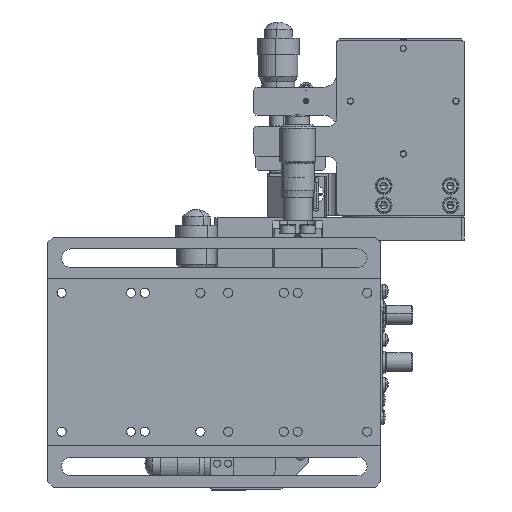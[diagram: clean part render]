
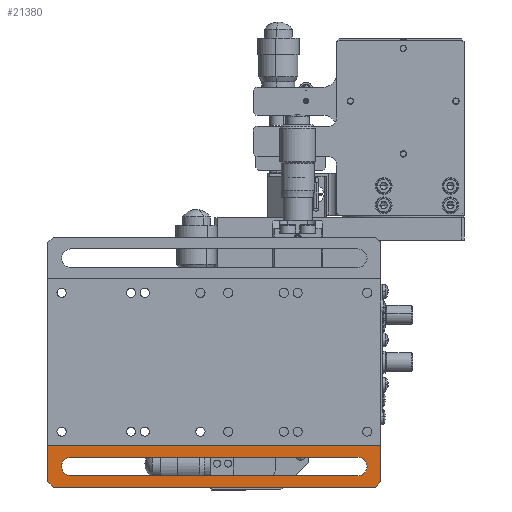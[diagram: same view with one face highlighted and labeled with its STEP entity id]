
A CAD part, front view. The second image highlights one B-rep face of the part: STEP entity #21380.
In plain terms, the highlighted planar face has unit normal (0, -1, 0).
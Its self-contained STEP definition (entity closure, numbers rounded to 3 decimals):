
#118 = VECTOR ( 'NONE', #86938, 1000. ) ;
#693 = ORIENTED_EDGE ( 'NONE', *, *, #20545, .F. ) ;
#3997 = CARTESIAN_POINT ( 'NONE',  ( -51.5, 0., -51.5 ) ) ;
#7495 = EDGE_CURVE ( 'NONE', #47739, #13894, #20478, .T. ) ;
#9297 = VERTEX_POINT ( 'NONE', #91276 ) ;
#10613 = CARTESIAN_POINT ( 'NONE',  ( -51.7, 0., -34.2 ) ) ;
#10894 = VERTEX_POINT ( 'NONE', #61623 ) ;
#11804 = ORIENTED_EDGE ( 'NONE', *, *, #7495, .F. ) ;
#12059 = DIRECTION ( 'NONE',  ( 0.707, 0., -0.707 ) ) ;
#12242 = CARTESIAN_POINT ( 'NONE',  ( 60., 0., -30. ) ) ;
#13894 = VERTEX_POINT ( 'NONE', #40122 ) ;
#16875 = AXIS2_PLACEMENT_3D ( 'NONE', #36823, #52924, #67983 ) ;
#17477 = DIRECTION ( 'NONE',  ( 0., 1., 0. ) ) ;
#17832 = CARTESIAN_POINT ( 'NONE',  ( 51.5, 0., -51.5 ) ) ;
#19203 = LINE ( 'NONE', #3997, #21620 ) ;
#20478 = LINE ( 'NONE', #57678, #118 ) ;
#20545 = EDGE_CURVE ( 'NONE', #91949, #50897, #98765, .T. ) ;
#20968 = CARTESIAN_POINT ( 'NONE',  ( -60., 0., -43. ) ) ;
#21380 = ADVANCED_FACE ( 'NONE', ( #32859, #48447 ), #75688, .T. ) ;
#21620 = VECTOR ( 'NONE', #12059, 1000. ) ;
#21897 = ORIENTED_EDGE ( 'NONE', *, *, #63226, .T. ) ;
#22638 = VECTOR ( 'NONE', #55117, 1000. ) ;
#24036 = AXIS2_PLACEMENT_3D ( 'NONE', #71471, #17477, #25199 ) ;
#24956 = CARTESIAN_POINT ( 'NONE',  ( -60., 0., -30. ) ) ;
#25097 = EDGE_CURVE ( 'NONE', #94575, #91949, #55541, .T. ) ;
#25199 = DIRECTION ( 'NONE',  ( 0., 0., 1. ) ) ;
#26552 = LINE ( 'NONE', #17832, #79359 ) ;
#28647 = LINE ( 'NONE', #77929, #22638 ) ;
#31776 = CIRCLE ( 'NONE', #24036, 3.3 ) ;
#32859 = FACE_OUTER_BOUND ( 'NONE', #82562, .T. ) ;
#32874 = DIRECTION ( 'NONE',  ( 1., 0., 0. ) ) ;
#35209 = ORIENTED_EDGE ( 'NONE', *, *, #65227, .T. ) ;
#36823 = CARTESIAN_POINT ( 'NONE',  ( 0., 0., 0. ) ) ;
#37144 = EDGE_CURVE ( 'NONE', #9297, #52886, #66267, .T. ) ;
#37874 = EDGE_CURVE ( 'NONE', #55881, #13894, #19203, .T. ) ;
#40122 = CARTESIAN_POINT ( 'NONE',  ( -58., 0., -45. ) ) ;
#41067 = LINE ( 'NONE', #53964, #86784 ) ;
#41231 = ORIENTED_EDGE ( 'NONE', *, *, #79028, .F. ) ;
#45537 = DIRECTION ( 'NONE',  ( 1., 0., 0. ) ) ;
#46706 = ORIENTED_EDGE ( 'NONE', *, *, #25097, .F. ) ;
#47739 = VERTEX_POINT ( 'NONE', #65581 ) ;
#48447 = FACE_BOUND ( 'NONE', #99482, .T. ) ;
#50897 = VERTEX_POINT ( 'NONE', #93928 ) ;
#52886 = VERTEX_POINT ( 'NONE', #67914 ) ;
#52924 = DIRECTION ( 'NONE',  ( 0., -1., 0. ) ) ;
#53811 = EDGE_CURVE ( 'NONE', #55881, #94575, #28647, .T. ) ;
#53964 = CARTESIAN_POINT ( 'NONE',  ( -51.7, 0., -34.2 ) ) ;
#55117 = DIRECTION ( 'NONE',  ( 0., 0., 1. ) ) ;
#55468 = DIRECTION ( 'NONE',  ( 1., 0., 0. ) ) ;
#55541 = LINE ( 'NONE', #24956, #98906 ) ;
#55789 = DIRECTION ( 'NONE',  ( 0., 1., 0. ) ) ;
#55881 = VERTEX_POINT ( 'NONE', #20968 ) ;
#56781 = CARTESIAN_POINT ( 'NONE',  ( 60., 0., 45. ) ) ;
#57418 = ORIENTED_EDGE ( 'NONE', *, *, #84207, .T. ) ;
#57678 = CARTESIAN_POINT ( 'NONE',  ( -60., 0., -45. ) ) ;
#59531 = VERTEX_POINT ( 'NONE', #10613 ) ;
#61623 = CARTESIAN_POINT ( 'NONE',  ( -51.7, 0., -40.8 ) ) ;
#63226 = EDGE_CURVE ( 'NONE', #10894, #59531, #31776, .T. ) ;
#63414 = ORIENTED_EDGE ( 'NONE', *, *, #37874, .T. ) ;
#64165 = CARTESIAN_POINT ( 'NONE',  ( 51.7, 0., -37.5 ) ) ;
#64443 = DIRECTION ( 'NONE',  ( 0., 0., -1. ) ) ;
#65227 = EDGE_CURVE ( 'NONE', #59531, #9297, #41067, .T. ) ;
#65581 = CARTESIAN_POINT ( 'NONE',  ( 58., 0., -45. ) ) ;
#66267 = CIRCLE ( 'NONE', #82733, 3.3 ) ;
#67616 = ORIENTED_EDGE ( 'NONE', *, *, #37144, .T. ) ;
#67914 = CARTESIAN_POINT ( 'NONE',  ( 51.7, 0., -40.8 ) ) ;
#67983 = DIRECTION ( 'NONE',  ( 0., 0., -1. ) ) ;
#71109 = CARTESIAN_POINT ( 'NONE',  ( -51.7, 0., -40.8 ) ) ;
#71471 = CARTESIAN_POINT ( 'NONE',  ( -51.7, 0., -37.5 ) ) ;
#75688 = PLANE ( 'NONE',  #16875 ) ;
#77929 = CARTESIAN_POINT ( 'NONE',  ( -60., 0., 45. ) ) ;
#78208 = VECTOR ( 'NONE', #64443, 1000. ) ;
#79028 = EDGE_CURVE ( 'NONE', #10894, #52886, #95964, .T. ) ;
#79359 = VECTOR ( 'NONE', #94434, 1000. ) ;
#81218 = CARTESIAN_POINT ( 'NONE',  ( -60., 0., -30. ) ) ;
#82562 = EDGE_LOOP ( 'NONE', ( #11804, #57418, #693, #46706, #85137, #63414 ) ) ;
#82733 = AXIS2_PLACEMENT_3D ( 'NONE', #64165, #55789, #87391 ) ;
#84207 = EDGE_CURVE ( 'NONE', #47739, #50897, #26552, .T. ) ;
#85137 = ORIENTED_EDGE ( 'NONE', *, *, #53811, .F. ) ;
#86784 = VECTOR ( 'NONE', #45537, 1000. ) ;
#86938 = DIRECTION ( 'NONE',  ( -1., 0., 0. ) ) ;
#87391 = DIRECTION ( 'NONE',  ( 0., 0., 1. ) ) ;
#91276 = CARTESIAN_POINT ( 'NONE',  ( 51.7, 0., -34.2 ) ) ;
#91949 = VERTEX_POINT ( 'NONE', #12242 ) ;
#92282 = VECTOR ( 'NONE', #32874, 1000. ) ;
#93928 = CARTESIAN_POINT ( 'NONE',  ( 60., 0., -43. ) ) ;
#94434 = DIRECTION ( 'NONE',  ( 0.707, 0., 0.707 ) ) ;
#94575 = VERTEX_POINT ( 'NONE', #81218 ) ;
#95964 = LINE ( 'NONE', #71109, #92282 ) ;
#98765 = LINE ( 'NONE', #56781, #78208 ) ;
#98906 = VECTOR ( 'NONE', #55468, 1000. ) ;
#99482 = EDGE_LOOP ( 'NONE', ( #35209, #67616, #41231, #21897 ) ) ;
